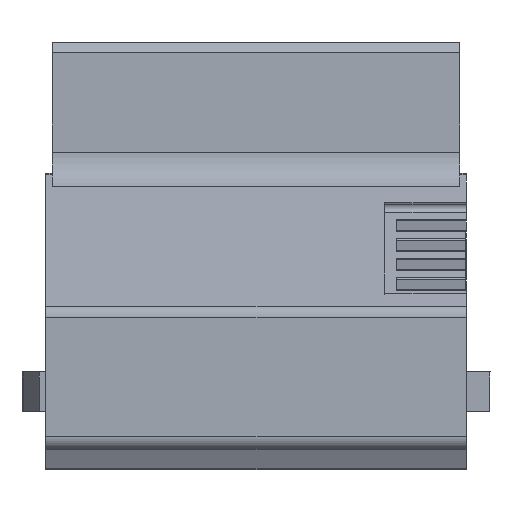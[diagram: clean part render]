
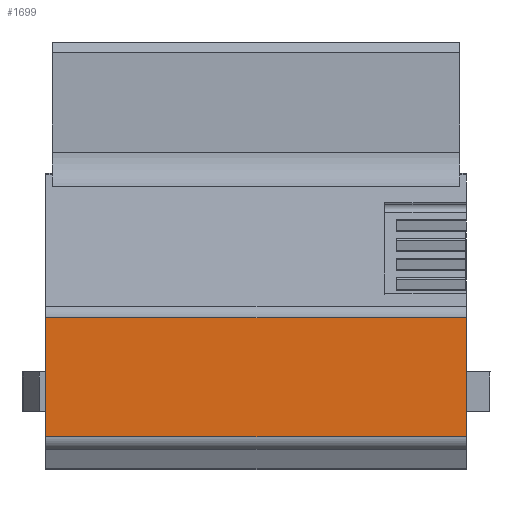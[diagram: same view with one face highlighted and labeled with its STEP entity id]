
A CAD part, front view. The second image highlights one B-rep face of the part: STEP entity #1699.
In plain terms, the highlighted planar face has unit normal (0, -1, 0).
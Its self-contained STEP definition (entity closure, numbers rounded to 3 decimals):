
#1679=AXIS2_PLACEMENT_3D('Plane Axis2P3D',#1676,#1677,#1678) ;
#275=CARTESIAN_POINT('Vertex',(33.8,0.,11.556)) ;
#278=CARTESIAN_POINT('Line Origine',(33.8,0.,7.02)) ;
#282=CARTESIAN_POINT('Vertex',(33.8,0.,2.484)) ;
#1661=CARTESIAN_POINT('Vertex',(1.8,0.,11.556)) ;
#1664=CARTESIAN_POINT('Line Origine',(17.8,0.,11.556)) ;
#1676=CARTESIAN_POINT('Axis2P3D Location',(17.8,0.,2.484)) ;
#1681=CARTESIAN_POINT('Line Origine',(1.8,0.,7.02)) ;
#1685=CARTESIAN_POINT('Vertex',(1.8,0.,2.484)) ;
#1688=CARTESIAN_POINT('Line Origine',(17.8,0.,2.484)) ;
#279=DIRECTION('Vector Direction',(0.,0.,-1.)) ;
#1665=DIRECTION('Vector Direction',(1.,0.,0.)) ;
#1677=DIRECTION('Axis2P3D Direction',(0.,1.,0.)) ;
#1678=DIRECTION('Axis2P3D XDirection',(0.,0.,1.)) ;
#1682=DIRECTION('Vector Direction',(0.,0.,-1.)) ;
#1689=DIRECTION('Vector Direction',(-1.,0.,0.)) ;
#280=VECTOR('Line Direction',#279,1.) ;
#1666=VECTOR('Line Direction',#1665,1.) ;
#1683=VECTOR('Line Direction',#1682,1.) ;
#1690=VECTOR('Line Direction',#1689,1.) ;
#1694=ORIENTED_EDGE('',*,*,#1687,.T.) ;
#1695=ORIENTED_EDGE('',*,*,#1692,.F.) ;
#1696=ORIENTED_EDGE('',*,*,#284,.F.) ;
#1697=ORIENTED_EDGE('',*,*,#1668,.T.) ;
#1699=ADVANCED_FACE('V2',(#1698),#1680,.F.) ;
#284=EDGE_CURVE('',#276,#283,#281,.T.) ;
#1668=EDGE_CURVE('',#276,#1662,#1667,.F.) ;
#1687=EDGE_CURVE('',#1662,#1686,#1684,.T.) ;
#1692=EDGE_CURVE('',#283,#1686,#1691,.T.) ;
#1693=EDGE_LOOP('',(#1694,#1695,#1696,#1697)) ;
#1698=FACE_OUTER_BOUND('',#1693,.T.) ;
#281=LINE('Line',#278,#280) ;
#1667=LINE('Line',#1664,#1666) ;
#1684=LINE('Line',#1681,#1683) ;
#1691=LINE('Line',#1688,#1690) ;
#1680=PLANE('',#1679) ;
#276=VERTEX_POINT('',#275) ;
#283=VERTEX_POINT('',#282) ;
#1662=VERTEX_POINT('',#1661) ;
#1686=VERTEX_POINT('',#1685) ;
